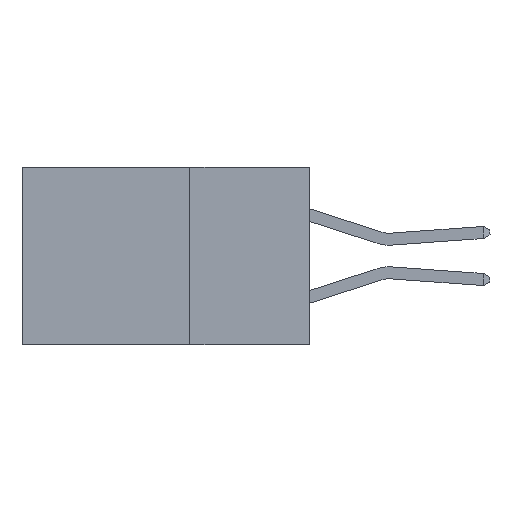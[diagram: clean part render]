
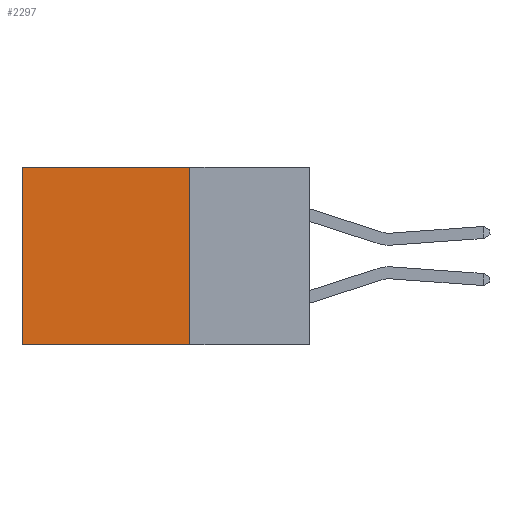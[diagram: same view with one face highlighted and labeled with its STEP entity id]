
A CAD part, left-side view. The second image highlights one B-rep face of the part: STEP entity #2297.
In plain terms, the highlighted planar face has unit normal (-1, 0, 0).
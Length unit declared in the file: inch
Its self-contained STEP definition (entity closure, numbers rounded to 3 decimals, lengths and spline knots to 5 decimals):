
#81 = CARTESIAN_POINT ( 'NONE',  ( 0.298, 0.25, 0. ) ) ;
#175 = ORIENTED_EDGE ( 'NONE', *, *, #6965, .F. ) ;
#290 = LINE ( 'NONE', #81, #12539 ) ;
#595 = VERTEX_POINT ( 'NONE', #9335 ) ;
#744 = ORIENTED_EDGE ( 'NONE', *, *, #6794, .T. ) ;
#881 = DIRECTION ( 'NONE',  ( 1., 0., 0. ) ) ;
#1065 = DIRECTION ( 'NONE',  ( 0., 0., -1. ) ) ;
#1130 = CARTESIAN_POINT ( 'NONE',  ( 0.298, 0.25, 0. ) ) ;
#1328 = LINE ( 'NONE', #5078, #11318 ) ;
#1371 = DIRECTION ( 'NONE',  ( 0., 0., -1. ) ) ;
#1708 = CARTESIAN_POINT ( 'NONE',  ( 0.298, 0.6, 0. ) ) ;
#1862 = EDGE_LOOP ( 'NONE', ( #4512, #175, #11158, #744 ) ) ;
#2084 = LINE ( 'NONE', #12274, #4380 ) ;
#2170 = DIRECTION ( 'NONE',  ( 0., 1., 0. ) ) ;
#2209 = AXIS2_PLACEMENT_3D ( 'NONE', #3969, #881, #7658 ) ;
#2297 = ADVANCED_FACE ( 'NONE', ( #4899 ), #2705, .F. ) ;
#2705 = PLANE ( 'NONE',  #2209 ) ;
#3253 = LINE ( 'NONE', #5255, #8095 ) ;
#3386 = VERTEX_POINT ( 'NONE', #1708 ) ;
#3612 = EDGE_CURVE ( 'NONE', #4329, #8137, #290, .T. ) ;
#3969 = CARTESIAN_POINT ( 'NONE',  ( 0.298, 0.25, 0. ) ) ;
#4329 = VERTEX_POINT ( 'NONE', #1130 ) ;
#4380 = VECTOR ( 'NONE', #5541, 39.37008 ) ;
#4512 = ORIENTED_EDGE ( 'NONE', *, *, #11003, .T. ) ;
#4899 = FACE_OUTER_BOUND ( 'NONE', #1862, .T. ) ;
#5078 = CARTESIAN_POINT ( 'NONE',  ( 0.298, 0.25, 0. ) ) ;
#5255 = CARTESIAN_POINT ( 'NONE',  ( 0.298, 0.6, 0. ) ) ;
#5541 = DIRECTION ( 'NONE',  ( 0., 1., 0. ) ) ;
#6794 = EDGE_CURVE ( 'NONE', #4329, #3386, #1328, .T. ) ;
#6965 = EDGE_CURVE ( 'NONE', #8137, #595, #2084, .T. ) ;
#7658 = DIRECTION ( 'NONE',  ( 0., 0., -1. ) ) ;
#8095 = VECTOR ( 'NONE', #1371, 39.37008 ) ;
#8137 = VERTEX_POINT ( 'NONE', #10152 ) ;
#9335 = CARTESIAN_POINT ( 'NONE',  ( 0.298, 0.6, -0.37 ) ) ;
#10152 = CARTESIAN_POINT ( 'NONE',  ( 0.298, 0.25, -0.37 ) ) ;
#11003 = EDGE_CURVE ( 'NONE', #3386, #595, #3253, .T. ) ;
#11158 = ORIENTED_EDGE ( 'NONE', *, *, #3612, .F. ) ;
#11318 = VECTOR ( 'NONE', #2170, 39.37008 ) ;
#12274 = CARTESIAN_POINT ( 'NONE',  ( 0.298, 0.25, -0.37 ) ) ;
#12539 = VECTOR ( 'NONE', #1065, 39.37008 ) ;
